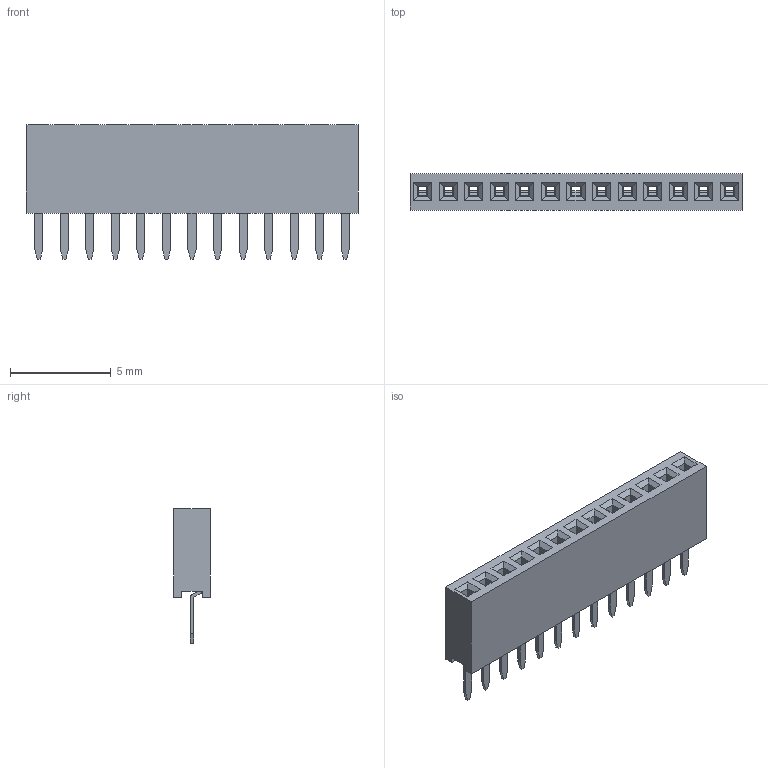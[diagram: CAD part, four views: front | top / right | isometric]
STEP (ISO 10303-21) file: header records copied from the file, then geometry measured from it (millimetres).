
FILE_DESCRIPTION(('STEP AP214'), '1');
FILE_NAME('PBS1.27', '', ('UNSPECIFIED'), ('UNSPECIFIED'), 'ASCON STEP Converter 1.6', 'ASCON Math Kernel', '');
FILE_SCHEMA(('AUTOMOTIVE_DESIGN { 1 0 10303 214 3 1 1}'));
Length unit declared in the file: millimetre
Bounding box: 16.51 x 1.8 x 6.7 mm (x, y, z)
Volume: 93.7 mm3; surface area: 663.3 mm2
Topology: 14 solids, 14 shells, 816 faces, 2156 edges, 1368 vertices
Faces by surface type: plane 699, cylinder 117
Entity records: 31348 total; most frequent: CARTESIAN_POINT 4341, ORIENTED_EDGE 4312, DIRECTION 4024, EDGE_CURVE 2156, LINE 1922, VECTOR 1922, VERTEX_POINT 1368, AXIS2_PLACEMENT_3D 1051
